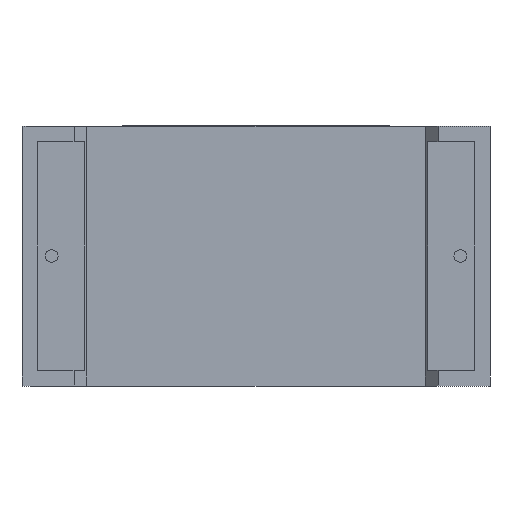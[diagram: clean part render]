
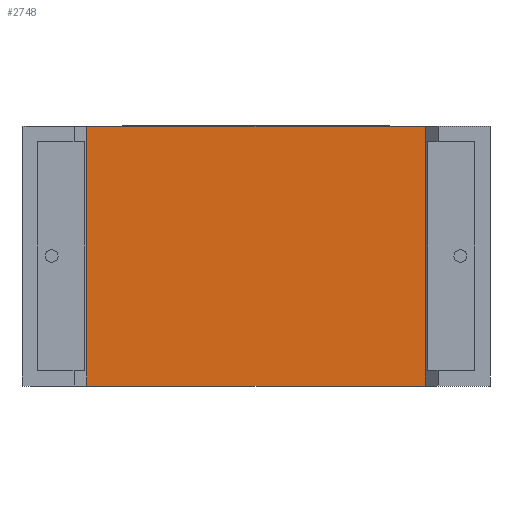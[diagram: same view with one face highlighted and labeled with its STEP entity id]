
A CAD part, front view. The second image highlights one B-rep face of the part: STEP entity #2748.
In plain terms, the highlighted planar face has unit normal (0, -1, 0).
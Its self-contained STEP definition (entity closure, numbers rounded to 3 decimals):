
#56 = ORIENTED_EDGE ( 'NONE', *, *, #2819, .T. ) ;
#306 = CARTESIAN_POINT ( 'NONE',  ( 15.75, 0.965, 0. ) ) ;
#341 = DIRECTION ( 'NONE',  ( 0., 1., 0. ) ) ;
#350 = DIRECTION ( 'NONE',  ( 0., 0., 1. ) ) ;
#561 = LINE ( 'NONE', #2679, #2730 ) ;
#708 = CARTESIAN_POINT ( 'NONE',  ( 4.375, 0.965, 17.5 ) ) ;
#712 = VECTOR ( 'NONE', #350, 1000. ) ;
#715 = ORIENTED_EDGE ( 'NONE', *, *, #1903, .F. ) ;
#723 = AXIS2_PLACEMENT_3D ( 'NONE', #306, #341, #1982 ) ;
#741 = EDGE_CURVE ( 'NONE', #1704, #886, #561, .T. ) ;
#886 = VERTEX_POINT ( 'NONE', #708 ) ;
#1228 = FACE_OUTER_BOUND ( 'NONE', #2749, .T. ) ;
#1316 = LINE ( 'NONE', #1554, #712 ) ;
#1417 = ORIENTED_EDGE ( 'NONE', *, *, #1457, .T. ) ;
#1450 = VERTEX_POINT ( 'NONE', #1536 ) ;
#1457 = EDGE_CURVE ( 'NONE', #2224, #1450, #1316, .T. ) ;
#1536 = CARTESIAN_POINT ( 'NONE',  ( 27.125, 0.965, 17.5 ) ) ;
#1554 = CARTESIAN_POINT ( 'NONE',  ( 27.125, 0.965, 0. ) ) ;
#1704 = VERTEX_POINT ( 'NONE', #2054 ) ;
#1883 = LINE ( 'NONE', #2125, #2981 ) ;
#1903 = EDGE_CURVE ( 'NONE', #2224, #1704, #1883, .T. ) ;
#1953 = PLANE ( 'NONE',  #723 ) ;
#1982 = DIRECTION ( 'NONE',  ( -1., 0., 0. ) ) ;
#2054 = CARTESIAN_POINT ( 'NONE',  ( 4.375, 0.965, 0. ) ) ;
#2080 = DIRECTION ( 'NONE',  ( -1., 0., 0. ) ) ;
#2090 = DIRECTION ( 'NONE',  ( -1., 0., 0. ) ) ;
#2125 = CARTESIAN_POINT ( 'NONE',  ( 15.75, 0.965, 0. ) ) ;
#2143 = ORIENTED_EDGE ( 'NONE', *, *, #741, .F. ) ;
#2224 = VERTEX_POINT ( 'NONE', #2829 ) ;
#2318 = LINE ( 'NONE', #2520, #2505 ) ;
#2321 = DIRECTION ( 'NONE',  ( 0., 0., 1. ) ) ;
#2505 = VECTOR ( 'NONE', #2080, 1000. ) ;
#2520 = CARTESIAN_POINT ( 'NONE',  ( 15.75, 0.965, 17.5 ) ) ;
#2679 = CARTESIAN_POINT ( 'NONE',  ( 4.375, 0.965, 0. ) ) ;
#2730 = VECTOR ( 'NONE', #2321, 1000. ) ;
#2748 = ADVANCED_FACE ( 'NONE', ( #1228 ), #1953, .F. ) ;
#2749 = EDGE_LOOP ( 'NONE', ( #56, #2143, #715, #1417 ) ) ;
#2819 = EDGE_CURVE ( 'NONE', #1450, #886, #2318, .T. ) ;
#2829 = CARTESIAN_POINT ( 'NONE',  ( 27.125, 0.965, 0. ) ) ;
#2981 = VECTOR ( 'NONE', #2090, 1000. ) ;
